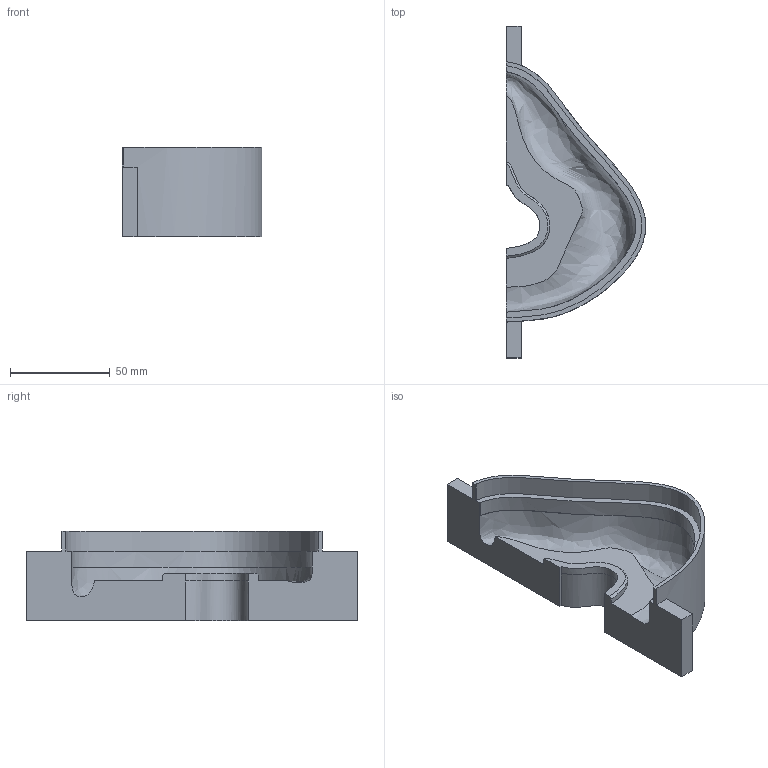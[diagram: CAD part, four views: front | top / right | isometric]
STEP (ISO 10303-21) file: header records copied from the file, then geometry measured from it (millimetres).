
FILE_DESCRIPTION(/* description */ (''),/* implementation_level */ '2;1');
FILE_NAME(/* name */ '5f2cb7356ccaca14f880463f',/* time_stamp */ '2020-08-07T02:06:46+00:00',/* author */ (''),/* organization */ (''),/* preprocessor_version */ 'ST-DEVELOPER v16.7',/* originating_system */ $,/* authorisation */ $);
FILE_SCHEMA (('AUTOMOTIVE_DESIGN {1 0 10303 214 3 1 1}'));
Length unit declared in the file: metre
Products named in the file (1): Mould part 1 - Right
Bounding box: 70.01 x 166.58 x 45 mm (x, y, z)
Volume: 123190.7 mm3; surface area: 34244.8 mm2
Topology: 1 solids, 1 shells, 45 faces, 127 edges, 83 vertices
Faces by surface type: plane 35, bspline 9, cylinder 1
Entity records: 4821 total; most frequent: CARTESIAN_POINT 3789, ORIENTED_EDGE 254, DIRECTION 132, EDGE_CURVE 127, VERTEX_POINT 83, B_SPLINE_CURVE_WITH_KNOTS 71, LINE 54, VECTOR 54
